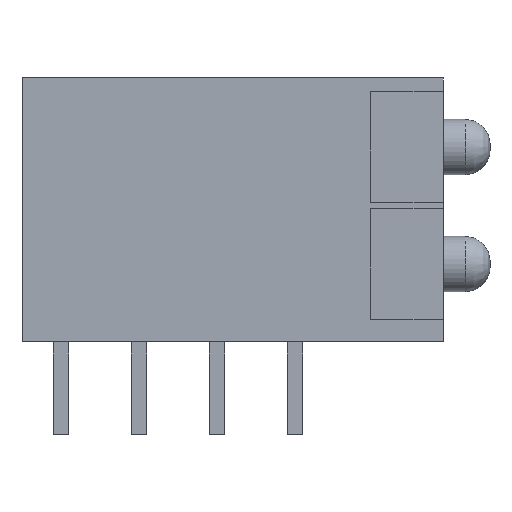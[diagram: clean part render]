
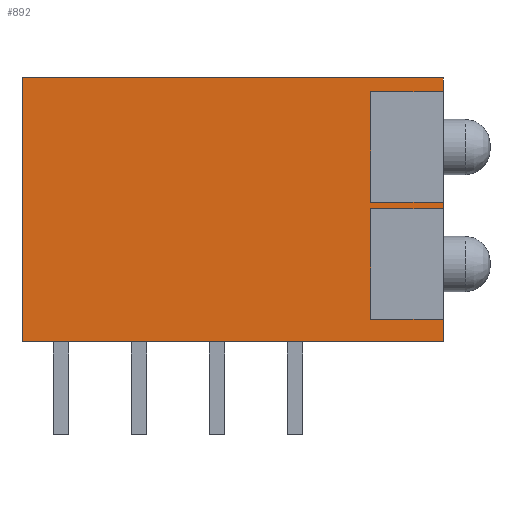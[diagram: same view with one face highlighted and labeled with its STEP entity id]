
A CAD part, left-side view. The second image highlights one B-rep face of the part: STEP entity #892.
In plain terms, the highlighted planar face has unit normal (-1, 0, 0).
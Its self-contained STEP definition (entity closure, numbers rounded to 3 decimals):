
#74=FACE_OUTER_BOUND('',#130,.T.);
#130=EDGE_LOOP('',(#703,#704,#705,#706,#707,#708,#709,#710,#711,#712,#713,
#714));
#204=LINE('',#1343,#314);
#210=LINE('',#1355,#320);
#212=LINE('',#1358,#322);
#214=LINE('',#1364,#324);
#220=LINE('',#1376,#330);
#222=LINE('',#1379,#332);
#223=LINE('',#1382,#333);
#228=LINE('',#1391,#338);
#229=LINE('',#1393,#339);
#231=LINE('',#1397,#341);
#232=LINE('',#1399,#342);
#233=LINE('',#1400,#343);
#314=VECTOR('',#1098,10.);
#320=VECTOR('',#1106,10.);
#322=VECTOR('',#1110,10.);
#324=VECTOR('',#1114,10.);
#330=VECTOR('',#1122,10.);
#332=VECTOR('',#1126,10.);
#333=VECTOR('',#1129,10.);
#338=VECTOR('',#1136,10.);
#339=VECTOR('',#1139,10.);
#341=VECTOR('',#1143,10.);
#342=VECTOR('',#1144,10.);
#343=VECTOR('',#1145,10.);
#407=VERTEX_POINT('',#1339);
#409=VERTEX_POINT('',#1342);
#412=VERTEX_POINT('',#1349);
#414=VERTEX_POINT('',#1353);
#415=VERTEX_POINT('',#1360);
#417=VERTEX_POINT('',#1363);
#420=VERTEX_POINT('',#1370);
#422=VERTEX_POINT('',#1374);
#423=VERTEX_POINT('',#1381);
#426=VERTEX_POINT('',#1389);
#427=VERTEX_POINT('',#1396);
#428=VERTEX_POINT('',#1398);
#502=EDGE_CURVE('',#409,#407,#204,.T.);
#508=EDGE_CURVE('',#412,#414,#210,.T.);
#510=EDGE_CURVE('',#414,#409,#212,.T.);
#512=EDGE_CURVE('',#417,#415,#214,.T.);
#518=EDGE_CURVE('',#420,#422,#220,.T.);
#520=EDGE_CURVE('',#422,#417,#222,.T.);
#521=EDGE_CURVE('',#423,#420,#223,.T.);
#526=EDGE_CURVE('',#407,#426,#228,.T.);
#527=EDGE_CURVE('',#415,#412,#229,.T.);
#529=EDGE_CURVE('',#427,#426,#231,.T.);
#530=EDGE_CURVE('',#428,#427,#232,.T.);
#531=EDGE_CURVE('',#423,#428,#233,.T.);
#703=ORIENTED_EDGE('',*,*,#508,.T.);
#704=ORIENTED_EDGE('',*,*,#510,.T.);
#705=ORIENTED_EDGE('',*,*,#502,.T.);
#706=ORIENTED_EDGE('',*,*,#526,.T.);
#707=ORIENTED_EDGE('',*,*,#529,.F.);
#708=ORIENTED_EDGE('',*,*,#530,.F.);
#709=ORIENTED_EDGE('',*,*,#531,.F.);
#710=ORIENTED_EDGE('',*,*,#521,.T.);
#711=ORIENTED_EDGE('',*,*,#518,.T.);
#712=ORIENTED_EDGE('',*,*,#520,.T.);
#713=ORIENTED_EDGE('',*,*,#512,.T.);
#714=ORIENTED_EDGE('',*,*,#527,.T.);
#840=PLANE('',#968);
#892=ADVANCED_FACE('',(#74),#840,.T.);
#968=AXIS2_PLACEMENT_3D('',#1395,#1141,#1142);
#1098=DIRECTION('',(0.,-1.,0.));
#1106=DIRECTION('',(0.,1.,0.));
#1110=DIRECTION('',(0.,0.,1.));
#1114=DIRECTION('',(0.,-1.,0.));
#1122=DIRECTION('',(0.,1.,0.));
#1126=DIRECTION('',(0.,0.,1.));
#1129=DIRECTION('',(0.,0.,1.));
#1136=DIRECTION('',(0.,0.,1.));
#1139=DIRECTION('',(0.,0.,1.));
#1141=DIRECTION('center_axis',(-1.,0.,0.));
#1142=DIRECTION('ref_axis',(0.,-1.,0.));
#1143=DIRECTION('',(0.,-1.,0.));
#1144=DIRECTION('',(0.,0.,1.));
#1145=DIRECTION('',(0.,1.,0.));
#1339=CARTESIAN_POINT('',(-1.25,-4.83,8.15));
#1342=CARTESIAN_POINT('',(-1.25,-2.46,8.15));
#1343=CARTESIAN_POINT('',(-1.25,2.03,8.15));
#1349=CARTESIAN_POINT('',(-1.25,-4.83,4.55));
#1353=CARTESIAN_POINT('',(-1.25,-2.46,4.55));
#1355=CARTESIAN_POINT('',(-1.25,2.03,4.55));
#1358=CARTESIAN_POINT('',(-1.25,-2.46,3.175));
#1360=CARTESIAN_POINT('',(-1.25,-4.83,4.34));
#1363=CARTESIAN_POINT('',(-1.25,-2.46,4.34));
#1364=CARTESIAN_POINT('',(-1.25,2.03,4.34));
#1370=CARTESIAN_POINT('',(-1.25,-4.83,0.74));
#1374=CARTESIAN_POINT('',(-1.25,-2.46,0.74));
#1376=CARTESIAN_POINT('',(-1.25,2.03,0.74));
#1379=CARTESIAN_POINT('',(-1.25,-2.46,1.27));
#1381=CARTESIAN_POINT('',(-1.25,-4.83,0.));
#1382=CARTESIAN_POINT('',(-1.25,-4.83,0.));
#1389=CARTESIAN_POINT('',(-1.25,-4.83,8.6));
#1391=CARTESIAN_POINT('',(-1.25,-4.83,0.));
#1393=CARTESIAN_POINT('',(-1.25,-4.83,0.));
#1395=CARTESIAN_POINT('Origin',(-1.25,8.89,0.));
#1396=CARTESIAN_POINT('',(-1.25,8.89,8.6));
#1397=CARTESIAN_POINT('',(-1.25,-4.83,8.6));
#1398=CARTESIAN_POINT('',(-1.25,8.89,0.));
#1399=CARTESIAN_POINT('',(-1.25,8.89,0.));
#1400=CARTESIAN_POINT('',(-1.25,-4.83,0.));
